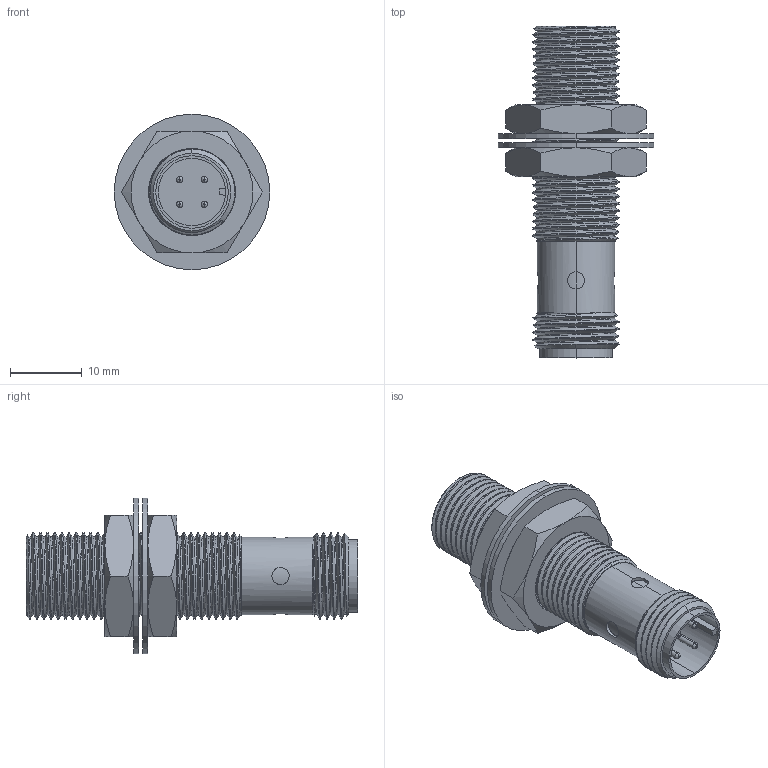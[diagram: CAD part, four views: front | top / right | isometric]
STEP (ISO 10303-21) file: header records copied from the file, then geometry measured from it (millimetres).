
FILE_DESCRIPTION (( 'STEP AP203' ), '1' );
FILE_NAME ('I12 100002-CP.STEP', '2024-12-05T06:42:09', ( 'User' ), ( 'China' ), 'SwSTEP 2.0', 'SolidWorks 2016', '' );
FILE_SCHEMA (( 'CONFIG_CONTROL_DESIGN' ));
Length unit declared in the file: millimetre
Products named in the file (1): I12 100002-CP
Bounding box: 21.7 x 46.3 x 21.7 mm (x, y, z)
Volume: 5369.3 mm3; surface area: 5433.5 mm2
Topology: 5 solids, 5 shells, 385 faces, 1051 edges, 685 vertices
Faces by surface type: cylinder 227, plane 95, cone 47, torus 8, bspline 8
Entity records: 29133 total; most frequent: CARTESIAN_POINT 20082, ORIENTED_EDGE 2102, DIRECTION 1519, EDGE_CURVE 1051, VERTEX_POINT 685, AXIS2_PLACEMENT_3D 538, B_SPLINE_CURVE_WITH_KNOTS 447, VECTOR 443
